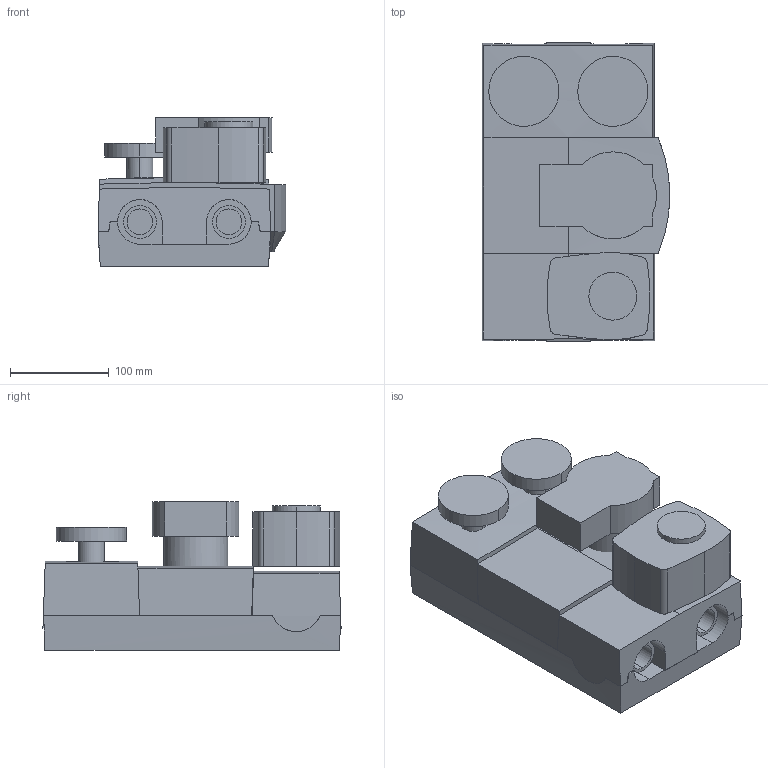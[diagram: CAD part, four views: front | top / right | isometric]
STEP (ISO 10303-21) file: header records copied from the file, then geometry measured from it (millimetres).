
FILE_DESCRIPTION (( 'STEP AP214' ), '1' );
FILE_NAME ('61043600 GRA311 DN20.STEP', '2023-01-05T12:08:14', ( '' ), ( '' ), 'SwSTEP 2.0', 'SolidWorks 2021', '' );
FILE_SCHEMA (( 'AUTOMOTIVE_DESIGN' ));
Length unit declared in the file: millimetre
Products named in the file (1): 61043600 GRA311 DN20
Bounding box: 189.76 x 301.42 x 150.35 mm (x, y, z)
Volume: 5372457.2 mm3; surface area: 360859.5 mm2
Topology: 4 solids, 4 shells, 214 faces, 565 edges, 367 vertices
Faces by surface type: plane 114, cylinder 99, bspline 1
Entity records: 7858 total; most frequent: CARTESIAN_POINT 1864, ORIENTED_EDGE 1130, DIRECTION 1064, EDGE_CURVE 565, VERTEX_POINT 367, AXIS2_PLACEMENT_3D 361, LINE 342, VECTOR 342
